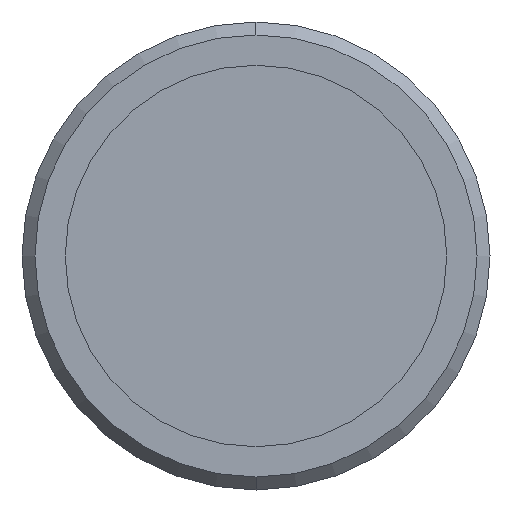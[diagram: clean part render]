
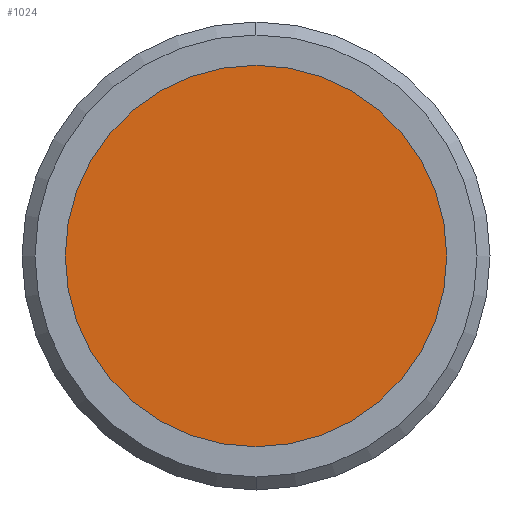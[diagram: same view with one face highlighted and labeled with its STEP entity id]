
A CAD part, left-side view. The second image highlights one B-rep face of the part: STEP entity #1024.
In plain terms, the highlighted planar face has unit normal (-1, 0, 0).
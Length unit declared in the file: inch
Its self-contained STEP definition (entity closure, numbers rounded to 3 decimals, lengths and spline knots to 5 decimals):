
#12 = DIRECTION ( 'NONE',  ( -1., 0., 0. ) ) ;
#30 = CARTESIAN_POINT ( 'NONE',  ( -0.003, 0., 0. ) ) ;
#48 = CARTESIAN_POINT ( 'NONE',  ( -0.003, 0., -0.19254 ) ) ;
#297 = CARTESIAN_POINT ( 'NONE',  ( -0.003, 0., 0.19254 ) ) ;
#594 = DIRECTION ( 'NONE',  ( -1., 0., 0. ) ) ;
#618 = DIRECTION ( 'NONE',  ( -1., 0., 0. ) ) ;
#830 = DIRECTION ( 'NONE',  ( 0., 0., 1. ) ) ;
#863 = CIRCLE ( 'NONE', #3454, 0.19254 ) ;
#872 = CARTESIAN_POINT ( 'NONE',  ( -0.003, 0., 0. ) ) ;
#925 = FACE_OUTER_BOUND ( 'NONE', #2240, .T. ) ;
#1000 = ORIENTED_EDGE ( 'NONE', *, *, #3774, .T. ) ;
#1024 = ADVANCED_FACE ( 'NONE', ( #925 ), #3005, .T. ) ;
#1136 = DIRECTION ( 'NONE',  ( 0., 0., 1. ) ) ;
#1147 = EDGE_CURVE ( 'NONE', #1912, #2026, #863, .T. ) ;
#1398 = CIRCLE ( 'NONE', #1524, 0.19254 ) ;
#1486 = CARTESIAN_POINT ( 'NONE',  ( -0.003, 0., 0. ) ) ;
#1524 = AXIS2_PLACEMENT_3D ( 'NONE', #1486, #618, #830 ) ;
#1912 = VERTEX_POINT ( 'NONE', #48 ) ;
#2026 = VERTEX_POINT ( 'NONE', #297 ) ;
#2074 = DIRECTION ( 'NONE',  ( 0., 0., 1. ) ) ;
#2240 = EDGE_LOOP ( 'NONE', ( #3364, #1000 ) ) ;
#3005 = PLANE ( 'NONE',  #3577 ) ;
#3364 = ORIENTED_EDGE ( 'NONE', *, *, #1147, .T. ) ;
#3454 = AXIS2_PLACEMENT_3D ( 'NONE', #872, #594, #1136 ) ;
#3577 = AXIS2_PLACEMENT_3D ( 'NONE', #30, #12, #2074 ) ;
#3774 = EDGE_CURVE ( 'NONE', #2026, #1912, #1398, .T. ) ;
